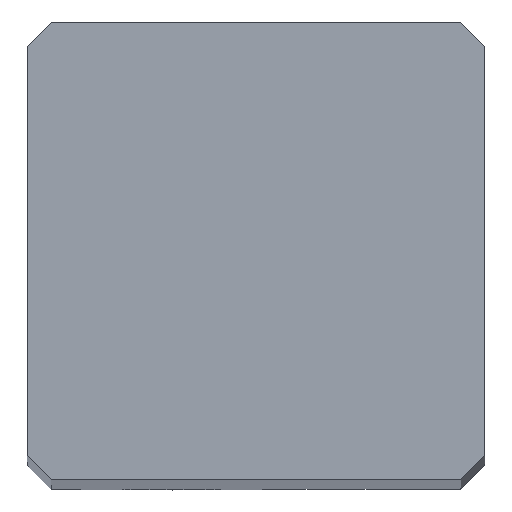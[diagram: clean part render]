
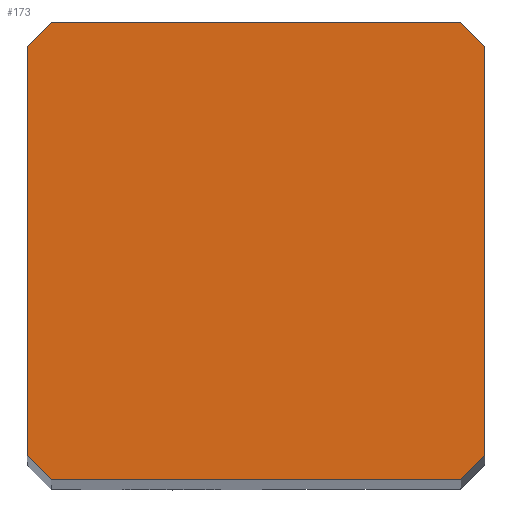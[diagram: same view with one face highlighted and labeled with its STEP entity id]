
A CAD part, top view. The second image highlights one B-rep face of the part: STEP entity #173.
In plain terms, the highlighted planar face has unit normal (0, 0, 1).
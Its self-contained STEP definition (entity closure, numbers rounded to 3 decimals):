
#110=FACE_OUTER_BOUND('',#273,.T.);
#173=ADVANCED_FACE('',(#110),#237,.T.);
#237=PLANE('',#1340);
#273=EDGE_LOOP('',(#567,#568,#569,#570,#571,#572,#573,#574));
#336=LINE('',#1840,#428);
#358=LINE('',#1935,#450);
#359=LINE('',#1937,#451);
#360=LINE('',#1938,#452);
#361=LINE('',#1940,#453);
#362=LINE('',#1942,#454);
#363=LINE('',#1944,#455);
#364=LINE('',#1946,#456);
#428=VECTOR('',#1475,1.);
#450=VECTOR('',#1531,1.);
#451=VECTOR('',#1534,1.);
#452=VECTOR('',#1535,1.);
#453=VECTOR('',#1536,1.);
#454=VECTOR('',#1537,1.);
#455=VECTOR('',#1538,1.);
#456=VECTOR('',#1539,1.);
#567=ORIENTED_EDGE('',*,*,#1040,.T.);
#568=ORIENTED_EDGE('',*,*,#1041,.T.);
#569=ORIENTED_EDGE('',*,*,#1005,.T.);
#570=ORIENTED_EDGE('',*,*,#1042,.T.);
#571=ORIENTED_EDGE('',*,*,#1043,.F.);
#572=ORIENTED_EDGE('',*,*,#1044,.T.);
#573=ORIENTED_EDGE('',*,*,#1045,.F.);
#574=ORIENTED_EDGE('',*,*,#1046,.T.);
#883=VERTEX_POINT('',#1839);
#884=VERTEX_POINT('',#1841);
#909=VERTEX_POINT('',#1900);
#913=VERTEX_POINT('',#1934);
#914=VERTEX_POINT('',#1939);
#915=VERTEX_POINT('',#1941);
#916=VERTEX_POINT('',#1943);
#917=VERTEX_POINT('',#1945);
#1005=EDGE_CURVE('',#884,#883,#336,.T.);
#1040=EDGE_CURVE('',#909,#913,#358,.T.);
#1041=EDGE_CURVE('',#913,#884,#359,.T.);
#1042=EDGE_CURVE('',#883,#914,#360,.T.);
#1043=EDGE_CURVE('',#915,#914,#361,.T.);
#1044=EDGE_CURVE('',#915,#916,#362,.T.);
#1045=EDGE_CURVE('',#917,#916,#363,.T.);
#1046=EDGE_CURVE('',#917,#909,#364,.T.);
#1340=AXIS2_PLACEMENT_3D('',#1947,#1540,#1541);
#1475=DIRECTION('',(1.,0.,0.));
#1531=DIRECTION('',(0.,-1.,0.));
#1534=DIRECTION('',(0.707,-0.707,0.));
#1535=DIRECTION('',(0.707,0.707,0.));
#1536=DIRECTION('',(0.,-1.,0.));
#1537=DIRECTION('',(-0.707,0.707,0.));
#1538=DIRECTION('',(1.,0.,0.));
#1539=DIRECTION('',(-0.707,-0.707,0.));
#1540=DIRECTION('',(0.,0.,1.));
#1541=DIRECTION('',(1.,0.,0.));
#1839=CARTESIAN_POINT('',(-0.5,0.,0.));
#1840=CARTESIAN_POINT('',(-9.025,0.,0.));
#1841=CARTESIAN_POINT('',(-9.025,0.,0.));
#1900=CARTESIAN_POINT('',(-9.525,9.025,0.));
#1934=CARTESIAN_POINT('',(-9.525,0.5,0.));
#1935=CARTESIAN_POINT('',(-9.525,9.025,0.));
#1937=CARTESIAN_POINT('',(-9.525,0.5,0.));
#1938=CARTESIAN_POINT('',(-0.5,0.,0.));
#1939=CARTESIAN_POINT('',(0.,0.5,0.));
#1940=CARTESIAN_POINT('',(0.,9.025,0.));
#1941=CARTESIAN_POINT('',(0.,9.025,0.));
#1942=CARTESIAN_POINT('',(0.,9.025,0.));
#1943=CARTESIAN_POINT('',(-0.5,9.525,0.));
#1944=CARTESIAN_POINT('',(-9.025,9.525,0.));
#1945=CARTESIAN_POINT('',(-9.025,9.525,0.));
#1946=CARTESIAN_POINT('',(-9.025,9.525,0.));
#1947=CARTESIAN_POINT('',(-4.763,4.763,0.));
